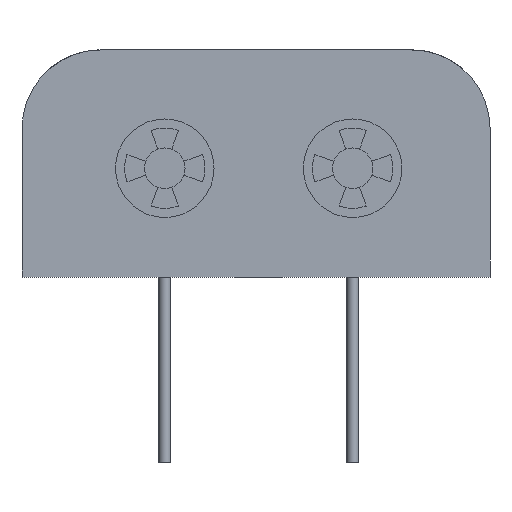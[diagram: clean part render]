
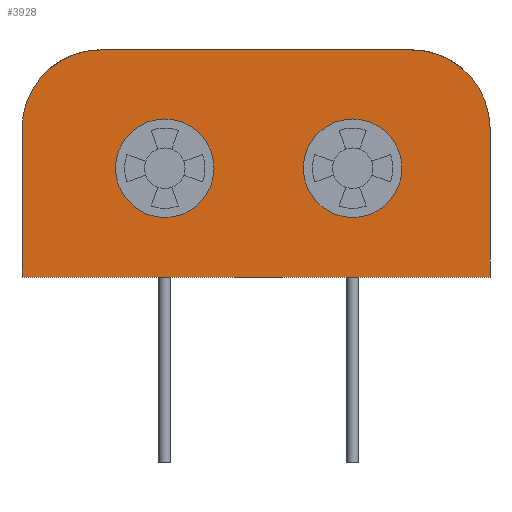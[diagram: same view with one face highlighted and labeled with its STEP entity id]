
A CAD part, front view. The second image highlights one B-rep face of the part: STEP entity #3928.
In plain terms, the highlighted planar face has unit normal (0, -1, 0).
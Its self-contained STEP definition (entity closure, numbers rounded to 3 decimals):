
#224=LINE('',#6814,#438);
#246=LINE('',#7863,#460);
#247=LINE('',#7865,#461);
#248=LINE('',#7867,#462);
#438=VECTOR('',#4940,1000.);
#460=VECTOR('',#5010,1000.);
#461=VECTOR('',#5013,1000.);
#462=VECTOR('',#5014,1000.);
#556=PLANE('',#4229);
#1245=ORIENTED_EDGE('',*,*,#1654,.F.);
#1246=ORIENTED_EDGE('',*,*,#1653,.F.);
#1247=ORIENTED_EDGE('',*,*,#1722,.T.);
#1248=ORIENTED_EDGE('',*,*,#1723,.T.);
#1249=ORIENTED_EDGE('',*,*,#1707,.T.);
#1250=ORIENTED_EDGE('',*,*,#1679,.T.);
#1251=ORIENTED_EDGE('',*,*,#1717,.T.);
#1252=ORIENTED_EDGE('',*,*,#1721,.T.);
#1653=EDGE_CURVE('',#1953,#1953,#2139,.T.);
#1654=EDGE_CURVE('',#1954,#1954,#2140,.T.);
#1679=EDGE_CURVE('',#1969,#1972,#224,.T.);
#1707=EDGE_CURVE('',#1990,#1969,#2150,.T.);
#1717=EDGE_CURVE('',#1972,#1995,#2155,.T.);
#1721=EDGE_CURVE('',#1995,#1998,#246,.T.);
#1722=EDGE_CURVE('',#1998,#1999,#247,.T.);
#1723=EDGE_CURVE('',#1999,#1990,#248,.T.);
#1953=VERTEX_POINT('',#5752);
#1954=VERTEX_POINT('',#5755);
#1969=VERTEX_POINT('',#6808);
#1972=VERTEX_POINT('',#6813);
#1990=VERTEX_POINT('',#7838);
#1995=VERTEX_POINT('',#7853);
#1998=VERTEX_POINT('',#7862);
#1999=VERTEX_POINT('',#7866);
#2139=CIRCLE('',#4185,3.409);
#2140=CIRCLE('',#4187,3.409);
#2150=CIRCLE('',#4219,5.427);
#2155=CIRCLE('',#4225,5.427);
#2330=EDGE_LOOP('',(#1245));
#2331=EDGE_LOOP('',(#1246));
#2332=EDGE_LOOP('',(#1247,#1248,#1249,#1250,#1251,#1252));
#2534=FACE_BOUND('',#2330,.T.);
#2535=FACE_BOUND('',#2331,.T.);
#2536=FACE_BOUND('',#2332,.T.);
#3928=ADVANCED_FACE('',(#2534,#2535,#2536),#556,.T.);
#4185=AXIS2_PLACEMENT_3D('',#5751,#4890,#4891);
#4187=AXIS2_PLACEMENT_3D('',#5754,#4894,#4895);
#4219=AXIS2_PLACEMENT_3D('',#7837,#4983,#4984);
#4225=AXIS2_PLACEMENT_3D('',#7854,#5000,#5001);
#4229=AXIS2_PLACEMENT_3D('',#7864,#5011,#5012);
#4890=DIRECTION('',(0.,-1.,0.));
#4891=DIRECTION('',(0.,0.,-1.));
#4894=DIRECTION('',(0.,-1.,0.));
#4895=DIRECTION('',(0.,0.,-1.));
#4940=DIRECTION('',(-1.,0.,0.));
#4983=DIRECTION('',(0.,-1.,0.));
#4984=DIRECTION('',(1.,0.,0.));
#5000=DIRECTION('',(0.,-1.,0.));
#5001=DIRECTION('',(0.,0.,-1.));
#5010=DIRECTION('',(0.,0.,-1.));
#5011=DIRECTION('',(0.,-1.,0.));
#5012=DIRECTION('',(0.,0.,-1.));
#5013=DIRECTION('',(1.,0.,0.));
#5014=DIRECTION('',(0.,0.,1.));
#5751=CARTESIAN_POINT('',(-6.5,-28.55,7.524));
#5752=CARTESIAN_POINT('',(-6.5,-28.55,4.116));
#5754=CARTESIAN_POINT('',(6.5,-28.55,7.524));
#5755=CARTESIAN_POINT('',(6.5,-28.55,4.116));
#6808=CARTESIAN_POINT('',(10.573,-28.55,15.71));
#6813=CARTESIAN_POINT('',(-10.948,-28.55,15.71));
#6814=CARTESIAN_POINT('',(10.573,-28.55,15.71));
#7837=CARTESIAN_POINT('',(10.573,-28.55,10.283));
#7838=CARTESIAN_POINT('',(16.,-28.55,10.326));
#7853=CARTESIAN_POINT('',(-16.376,-28.55,10.283));
#7854=CARTESIAN_POINT('',(-10.948,-28.55,10.283));
#7862=CARTESIAN_POINT('',(-16.376,-28.55,0.));
#7863=CARTESIAN_POINT('',(-16.376,-28.55,0.));
#7864=CARTESIAN_POINT('',(10.573,-28.55,10.283));
#7865=CARTESIAN_POINT('',(-16.,-28.55,0.));
#7866=CARTESIAN_POINT('',(16.,-28.55,0.));
#7867=CARTESIAN_POINT('',(16.,-28.55,0.));
